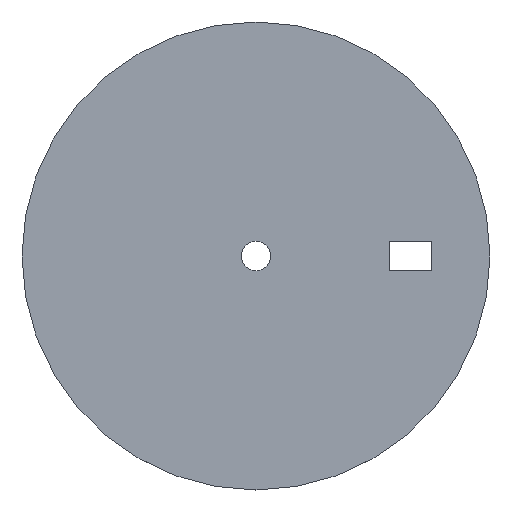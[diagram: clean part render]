
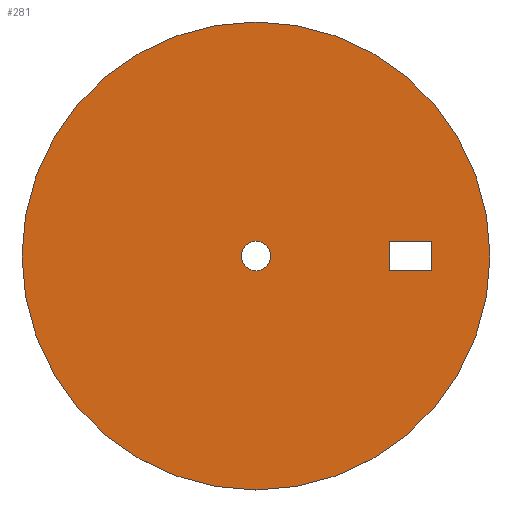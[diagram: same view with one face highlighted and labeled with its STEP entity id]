
A CAD part, top view. The second image highlights one B-rep face of the part: STEP entity #281.
In plain terms, the highlighted planar face has unit normal (0, 0, 1).
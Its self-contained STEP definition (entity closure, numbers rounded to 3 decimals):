
#10 = DIRECTION ( 'NONE',  ( 0., 0., 1. ) ) ;
#15 = CARTESIAN_POINT ( 'NONE',  ( 12., 1., 0.2 ) ) ;
#20 = LINE ( 'NONE', #49, #158 ) ;
#23 = VERTEX_POINT ( 'NONE', #92 ) ;
#33 = DIRECTION ( 'NONE',  ( 0., 0., 1. ) ) ;
#38 = ORIENTED_EDGE ( 'NONE', *, *, #43, .F. ) ;
#43 = EDGE_CURVE ( 'NONE', #23, #235, #294, .T. ) ;
#44 = CARTESIAN_POINT ( 'NONE',  ( 12., -1., 0.2 ) ) ;
#49 = CARTESIAN_POINT ( 'NONE',  ( 9.1, 1., 0.2 ) ) ;
#50 = ORIENTED_EDGE ( 'NONE', *, *, #306, .F. ) ;
#51 = CARTESIAN_POINT ( 'NONE',  ( 0., 0., 0.2 ) ) ;
#52 = ORIENTED_EDGE ( 'NONE', *, *, #202, .F. ) ;
#60 = ORIENTED_EDGE ( 'NONE', *, *, #156, .F. ) ;
#65 = AXIS2_PLACEMENT_3D ( 'NONE', #290, #33, #291 ) ;
#66 = DIRECTION ( 'NONE',  ( 1., 0., 0. ) ) ;
#71 = FACE_BOUND ( 'NONE', #236, .T. ) ;
#72 = CARTESIAN_POINT ( 'NONE',  ( -1., 0., 0.2 ) ) ;
#92 = CARTESIAN_POINT ( 'NONE',  ( 9.1, -1., 0.2 ) ) ;
#94 = CARTESIAN_POINT ( 'NONE',  ( 1., 0., 0.2 ) ) ;
#96 = EDGE_CURVE ( 'NONE', #196, #106, #359, .T. ) ;
#97 = CARTESIAN_POINT ( 'NONE',  ( 0., 0., 0.2 ) ) ;
#101 = DIRECTION ( 'NONE',  ( 0., 1., 0. ) ) ;
#104 = CARTESIAN_POINT ( 'NONE',  ( 16., 0., 0.2 ) ) ;
#106 = VERTEX_POINT ( 'NONE', #94 ) ;
#107 = DIRECTION ( 'NONE',  ( 1., 0., 0. ) ) ;
#119 = EDGE_CURVE ( 'NONE', #317, #347, #351, .T. ) ;
#124 = CARTESIAN_POINT ( 'NONE',  ( 9.1, -1., 0.2 ) ) ;
#128 = LINE ( 'NONE', #276, #179 ) ;
#130 = EDGE_CURVE ( 'NONE', #347, #317, #330, .T. ) ;
#134 = ORIENTED_EDGE ( 'NONE', *, *, #130, .T. ) ;
#138 = VECTOR ( 'NONE', #237, 1000. ) ;
#140 = VERTEX_POINT ( 'NONE', #15 ) ;
#147 = AXIS2_PLACEMENT_3D ( 'NONE', #153, #275, #218 ) ;
#150 = CARTESIAN_POINT ( 'NONE',  ( 0., 0., 0.2 ) ) ;
#151 = DIRECTION ( 'NONE',  ( 1., 0., 0. ) ) ;
#153 = CARTESIAN_POINT ( 'NONE',  ( 0., 0., 0.2 ) ) ;
#156 = EDGE_CURVE ( 'NONE', #235, #140, #273, .T. ) ;
#158 = VECTOR ( 'NONE', #339, 1000. ) ;
#165 = ORIENTED_EDGE ( 'NONE', *, *, #119, .T. ) ;
#172 = AXIS2_PLACEMENT_3D ( 'NONE', #51, #254, #107 ) ;
#179 = VECTOR ( 'NONE', #217, 1000. ) ;
#184 = FACE_BOUND ( 'NONE', #205, .T. ) ;
#188 = DIRECTION ( 'NONE',  ( 0., 0., 1. ) ) ;
#196 = VERTEX_POINT ( 'NONE', #72 ) ;
#202 = EDGE_CURVE ( 'NONE', #140, #283, #128, .T. ) ;
#205 = EDGE_LOOP ( 'NONE', ( #287, #222 ) ) ;
#217 = DIRECTION ( 'NONE',  ( -1., 0., 0. ) ) ;
#218 = DIRECTION ( 'NONE',  ( 1., 0., 0. ) ) ;
#222 = ORIENTED_EDGE ( 'NONE', *, *, #334, .F. ) ;
#228 = EDGE_LOOP ( 'NONE', ( #165, #134 ) ) ;
#235 = VERTEX_POINT ( 'NONE', #44 ) ;
#236 = EDGE_LOOP ( 'NONE', ( #52, #60, #38, #50 ) ) ;
#237 = DIRECTION ( 'NONE',  ( 1., 0., 0. ) ) ;
#254 = DIRECTION ( 'NONE',  ( 0., 0., 1. ) ) ;
#268 = AXIS2_PLACEMENT_3D ( 'NONE', #150, #10, #151 ) ;
#273 = LINE ( 'NONE', #363, #278 ) ;
#275 = DIRECTION ( 'NONE',  ( 0., 0., 1. ) ) ;
#276 = CARTESIAN_POINT ( 'NONE',  ( 9.1, 1., 0.2 ) ) ;
#278 = VECTOR ( 'NONE', #101, 1000. ) ;
#281 = ADVANCED_FACE ( 'NONE', ( #71, #301, #184 ), #303, .T. ) ;
#283 = VERTEX_POINT ( 'NONE', #335 ) ;
#287 = ORIENTED_EDGE ( 'NONE', *, *, #96, .F. ) ;
#290 = CARTESIAN_POINT ( 'NONE',  ( 0., 0., 0.2 ) ) ;
#291 = DIRECTION ( 'NONE',  ( 1., 0., 0. ) ) ;
#294 = LINE ( 'NONE', #124, #138 ) ;
#301 = FACE_OUTER_BOUND ( 'NONE', #228, .T. ) ;
#303 = PLANE ( 'NONE',  #147 ) ;
#306 = EDGE_CURVE ( 'NONE', #283, #23, #20, .T. ) ;
#317 = VERTEX_POINT ( 'NONE', #346 ) ;
#330 = CIRCLE ( 'NONE', #384, 16. ) ;
#334 = EDGE_CURVE ( 'NONE', #106, #196, #371, .T. ) ;
#335 = CARTESIAN_POINT ( 'NONE',  ( 9.1, 1., 0.2 ) ) ;
#339 = DIRECTION ( 'NONE',  ( 0., -1., 0. ) ) ;
#346 = CARTESIAN_POINT ( 'NONE',  ( -16., 0., 0.2 ) ) ;
#347 = VERTEX_POINT ( 'NONE', #104 ) ;
#351 = CIRCLE ( 'NONE', #268, 16. ) ;
#359 = CIRCLE ( 'NONE', #65, 1. ) ;
#363 = CARTESIAN_POINT ( 'NONE',  ( 12., 1., 0.2 ) ) ;
#371 = CIRCLE ( 'NONE', #172, 1. ) ;
#384 = AXIS2_PLACEMENT_3D ( 'NONE', #97, #188, #66 ) ;
